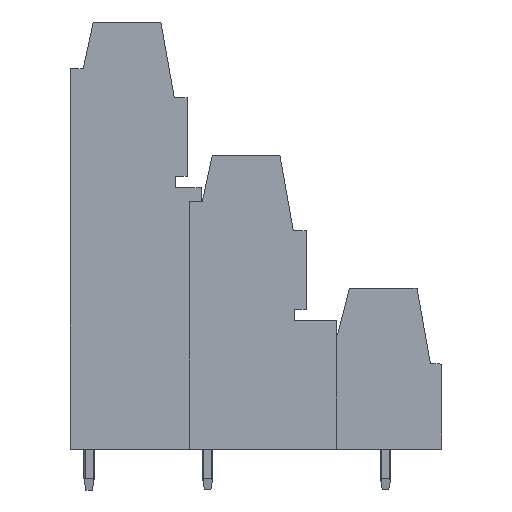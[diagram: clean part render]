
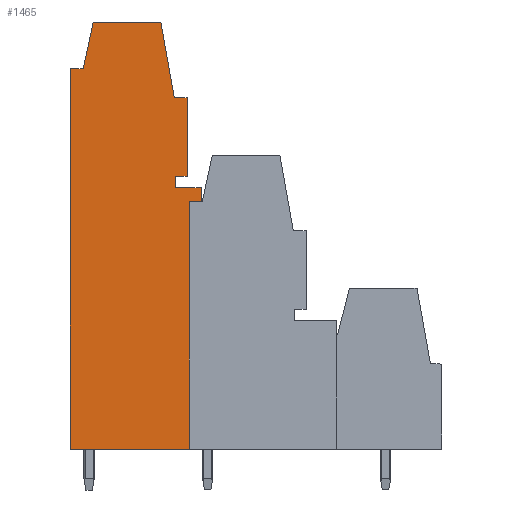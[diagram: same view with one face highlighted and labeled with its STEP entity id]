
A CAD part, left-side view. The second image highlights one B-rep face of the part: STEP entity #1465.
In plain terms, the highlighted planar face has unit normal (-1, 0, 0).
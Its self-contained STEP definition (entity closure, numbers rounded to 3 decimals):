
#1268=AXIS2_PLACEMENT_3D('Plane Axis2P3D',#1265,#1266,#1267) ;
#1153=CARTESIAN_POINT('Vertex',(2.54,20.6,24.7)) ;
#1156=CARTESIAN_POINT('Line Origine',(2.54,21.1,24.7)) ;
#1160=CARTESIAN_POINT('Vertex',(2.54,21.6,24.7)) ;
#1186=CARTESIAN_POINT('Vertex',(2.54,21.6,3.5)) ;
#1189=CARTESIAN_POINT('Line Origine',(2.54,26.7,3.5)) ;
#1193=CARTESIAN_POINT('Vertex',(2.54,31.8,3.5)) ;
#1265=CARTESIAN_POINT('Axis2P3D Location',(2.54,35.177,3.5)) ;
#1369=CARTESIAN_POINT('Line Origine',(2.54,20.6,25.3)) ;
#1373=CARTESIAN_POINT('Vertex',(2.54,20.6,25.9)) ;
#1376=CARTESIAN_POINT('Line Origine',(2.54,21.7,25.9)) ;
#1380=CARTESIAN_POINT('Vertex',(2.54,22.8,25.9)) ;
#1383=CARTESIAN_POINT('Line Origine',(2.54,22.8,26.4)) ;
#1387=CARTESIAN_POINT('Vertex',(2.54,22.8,26.9)) ;
#1390=CARTESIAN_POINT('Line Origine',(2.54,22.3,26.9)) ;
#1394=CARTESIAN_POINT('Vertex',(2.54,21.8,26.9)) ;
#1397=CARTESIAN_POINT('Line Origine',(2.54,21.8,30.25)) ;
#1401=CARTESIAN_POINT('Vertex',(2.54,21.8,33.6)) ;
#1404=CARTESIAN_POINT('Line Origine',(2.54,22.352,33.6)) ;
#1408=CARTESIAN_POINT('Vertex',(2.54,22.904,33.6)) ;
#1411=CARTESIAN_POINT('Line Origine',(2.54,23.477,36.85)) ;
#1415=CARTESIAN_POINT('Vertex',(2.54,24.05,40.1)) ;
#1418=CARTESIAN_POINT('Line Origine',(2.54,26.95,40.1)) ;
#1422=CARTESIAN_POINT('Vertex',(2.54,29.85,40.1)) ;
#1425=CARTESIAN_POINT('Line Origine',(2.54,30.275,38.1)) ;
#1429=CARTESIAN_POINT('Vertex',(2.54,30.7,36.1)) ;
#1432=CARTESIAN_POINT('Line Origine',(2.54,31.25,36.1)) ;
#1436=CARTESIAN_POINT('Vertex',(2.54,31.8,36.1)) ;
#1439=CARTESIAN_POINT('Line Origine',(2.54,31.8,19.8)) ;
#1444=CARTESIAN_POINT('Line Origine',(2.54,21.6,14.1)) ;
#1157=DIRECTION('Vector Direction',(0.,1.,0.)) ;
#1190=DIRECTION('Vector Direction',(0.,-1.,0.)) ;
#1266=DIRECTION('Axis2P3D Direction',(-1.,0.,0.)) ;
#1267=DIRECTION('Axis2P3D XDirection',(0.,-1.,0.)) ;
#1370=DIRECTION('Vector Direction',(0.,0.,1.)) ;
#1377=DIRECTION('Vector Direction',(0.,1.,0.)) ;
#1384=DIRECTION('Vector Direction',(0.,0.,-1.)) ;
#1391=DIRECTION('Vector Direction',(0.,1.,0.)) ;
#1398=DIRECTION('Vector Direction',(0.,0.,-1.)) ;
#1405=DIRECTION('Vector Direction',(0.,-1.,0.)) ;
#1412=DIRECTION('Vector Direction',(0.,-0.174,-0.985)) ;
#1419=DIRECTION('Vector Direction',(0.,-1.,0.)) ;
#1426=DIRECTION('Vector Direction',(0.,-0.208,0.978)) ;
#1433=DIRECTION('Vector Direction',(0.,-1.,0.)) ;
#1440=DIRECTION('Vector Direction',(0.,0.,1.)) ;
#1445=DIRECTION('Vector Direction',(0.,0.,1.)) ;
#1158=VECTOR('Line Direction',#1157,1.) ;
#1191=VECTOR('Line Direction',#1190,1.) ;
#1371=VECTOR('Line Direction',#1370,1.) ;
#1378=VECTOR('Line Direction',#1377,1.) ;
#1385=VECTOR('Line Direction',#1384,1.) ;
#1392=VECTOR('Line Direction',#1391,1.) ;
#1399=VECTOR('Line Direction',#1398,1.) ;
#1406=VECTOR('Line Direction',#1405,1.) ;
#1413=VECTOR('Line Direction',#1412,1.) ;
#1420=VECTOR('Line Direction',#1419,1.) ;
#1427=VECTOR('Line Direction',#1426,1.) ;
#1434=VECTOR('Line Direction',#1433,1.) ;
#1441=VECTOR('Line Direction',#1440,1.) ;
#1446=VECTOR('Line Direction',#1445,1.) ;
#1450=ORIENTED_EDGE('',*,*,#1375,.T.) ;
#1451=ORIENTED_EDGE('',*,*,#1382,.T.) ;
#1452=ORIENTED_EDGE('',*,*,#1389,.F.) ;
#1453=ORIENTED_EDGE('',*,*,#1396,.F.) ;
#1454=ORIENTED_EDGE('',*,*,#1403,.F.) ;
#1455=ORIENTED_EDGE('',*,*,#1410,.F.) ;
#1456=ORIENTED_EDGE('',*,*,#1417,.F.) ;
#1457=ORIENTED_EDGE('',*,*,#1424,.F.) ;
#1458=ORIENTED_EDGE('',*,*,#1431,.F.) ;
#1459=ORIENTED_EDGE('',*,*,#1438,.F.) ;
#1460=ORIENTED_EDGE('',*,*,#1443,.F.) ;
#1461=ORIENTED_EDGE('',*,*,#1195,.T.) ;
#1462=ORIENTED_EDGE('',*,*,#1448,.T.) ;
#1463=ORIENTED_EDGE('',*,*,#1162,.F.) ;
#1465=ADVANCED_FACE('HOUSING',(#1464),#1269,.T.) ;
#1162=EDGE_CURVE('',#1154,#1161,#1159,.T.) ;
#1195=EDGE_CURVE('',#1194,#1187,#1192,.T.) ;
#1375=EDGE_CURVE('',#1154,#1374,#1372,.T.) ;
#1382=EDGE_CURVE('',#1374,#1381,#1379,.T.) ;
#1389=EDGE_CURVE('',#1388,#1381,#1386,.T.) ;
#1396=EDGE_CURVE('',#1395,#1388,#1393,.T.) ;
#1403=EDGE_CURVE('',#1402,#1395,#1400,.T.) ;
#1410=EDGE_CURVE('',#1409,#1402,#1407,.T.) ;
#1417=EDGE_CURVE('',#1416,#1409,#1414,.T.) ;
#1424=EDGE_CURVE('',#1423,#1416,#1421,.T.) ;
#1431=EDGE_CURVE('',#1430,#1423,#1428,.T.) ;
#1438=EDGE_CURVE('',#1437,#1430,#1435,.T.) ;
#1443=EDGE_CURVE('',#1194,#1437,#1442,.T.) ;
#1448=EDGE_CURVE('',#1187,#1161,#1447,.T.) ;
#1449=EDGE_LOOP('',(#1450,#1451,#1452,#1453,#1454,#1455,#1456,#1457,#1458,#1459,#1460,#1461,#1462,#1463)) ;
#1464=FACE_OUTER_BOUND('',#1449,.T.) ;
#1159=LINE('Line',#1156,#1158) ;
#1192=LINE('Line',#1189,#1191) ;
#1372=LINE('Line',#1369,#1371) ;
#1379=LINE('Line',#1376,#1378) ;
#1386=LINE('Line',#1383,#1385) ;
#1393=LINE('Line',#1390,#1392) ;
#1400=LINE('Line',#1397,#1399) ;
#1407=LINE('Line',#1404,#1406) ;
#1414=LINE('Line',#1411,#1413) ;
#1421=LINE('Line',#1418,#1420) ;
#1428=LINE('Line',#1425,#1427) ;
#1435=LINE('Line',#1432,#1434) ;
#1442=LINE('Line',#1439,#1441) ;
#1447=LINE('Line',#1444,#1446) ;
#1269=PLANE('',#1268) ;
#1154=VERTEX_POINT('',#1153) ;
#1161=VERTEX_POINT('',#1160) ;
#1187=VERTEX_POINT('',#1186) ;
#1194=VERTEX_POINT('',#1193) ;
#1374=VERTEX_POINT('',#1373) ;
#1381=VERTEX_POINT('',#1380) ;
#1388=VERTEX_POINT('',#1387) ;
#1395=VERTEX_POINT('',#1394) ;
#1402=VERTEX_POINT('',#1401) ;
#1409=VERTEX_POINT('',#1408) ;
#1416=VERTEX_POINT('',#1415) ;
#1423=VERTEX_POINT('',#1422) ;
#1430=VERTEX_POINT('',#1429) ;
#1437=VERTEX_POINT('',#1436) ;
